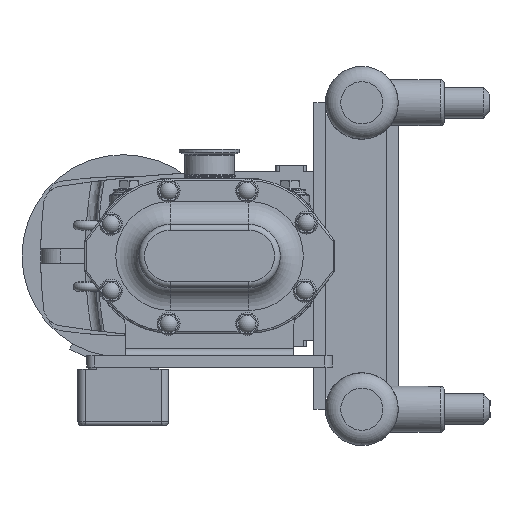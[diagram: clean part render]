
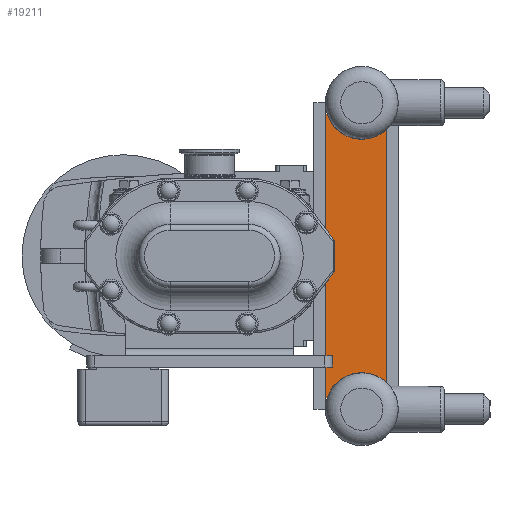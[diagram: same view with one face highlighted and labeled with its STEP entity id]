
A CAD part, left-side view. The second image highlights one B-rep face of the part: STEP entity #19211.
In plain terms, the highlighted planar face has unit normal (-1, 0, 0).
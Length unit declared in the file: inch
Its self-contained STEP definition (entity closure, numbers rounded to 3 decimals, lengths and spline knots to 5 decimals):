
#1226=CIRCLE('',#20547,1.19);
#1227=CIRCLE('',#20548,1.19);
#2674=FACE_OUTER_BOUND('',#3831,.T.);
#3831=EDGE_LOOP('',(#14107,#14108,#14109,#14110,#14111,#14112));
#5210=LINE('',#30824,#6651);
#5214=LINE('',#30842,#6655);
#5215=LINE('',#30846,#6656);
#5216=LINE('',#30849,#6657);
#6651=VECTOR('',#23718,0.3937);
#6655=VECTOR('',#23726,0.3937);
#6656=VECTOR('',#23729,0.3937);
#6657=VECTOR('',#23732,0.3937);
#8153=VERTEX_POINT('',#30817);
#8155=VERTEX_POINT('',#30822);
#8160=VERTEX_POINT('',#30841);
#8161=VERTEX_POINT('',#30843);
#8162=VERTEX_POINT('',#30845);
#8163=VERTEX_POINT('',#30847);
#10349=EDGE_CURVE('',#8153,#8155,#5210,.T.);
#10355=EDGE_CURVE('',#8155,#8160,#5214,.T.);
#10356=EDGE_CURVE('',#8160,#8161,#1226,.T.);
#10357=EDGE_CURVE('',#8161,#8162,#5215,.T.);
#10358=EDGE_CURVE('',#8162,#8163,#1227,.T.);
#10359=EDGE_CURVE('',#8163,#8153,#5216,.T.);
#14107=ORIENTED_EDGE('',*,*,#10349,.T.);
#14108=ORIENTED_EDGE('',*,*,#10355,.T.);
#14109=ORIENTED_EDGE('',*,*,#10356,.T.);
#14110=ORIENTED_EDGE('',*,*,#10357,.T.);
#14111=ORIENTED_EDGE('',*,*,#10358,.T.);
#14112=ORIENTED_EDGE('',*,*,#10359,.T.);
#18536=PLANE('',#20546);
#19211=ADVANCED_FACE('',(#2674),#18536,.T.);
#20546=AXIS2_PLACEMENT_3D('',#30840,#23724,#23725);
#20547=AXIS2_PLACEMENT_3D('',#30844,#23727,#23728);
#20548=AXIS2_PLACEMENT_3D('',#30848,#23730,#23731);
#23718=DIRECTION('',(0.,0.,-1.));
#23724=DIRECTION('center_axis',(-1.,0.,0.));
#23725=DIRECTION('ref_axis',(0.,0.,
1.));
#23726=DIRECTION('',(0.,-1.,0.));
#23727=DIRECTION('center_axis',(1.,0.,0.));
#23728=DIRECTION('ref_axis',(0.,-0.681,0.733));
#23729=DIRECTION('',(0.,0.,1.));
#23730=DIRECTION('center_axis',(1.,0.,0.));
#23731=DIRECTION('ref_axis',(0.,0.95,-0.311));
#23732=DIRECTION('',(0.,1.,0.));
#30817=CARTESIAN_POINT('',(4.194,-3.7815,4.63));
#30822=CARTESIAN_POINT('',(4.194,-3.7815,-4.62));
#30824=CARTESIAN_POINT('',(4.194,-3.7815,0.00161));
#30840=CARTESIAN_POINT('Origin',(4.194,-4.71672,0.00321));
#30841=CARTESIAN_POINT('',(4.194,-3.8413,-4.62));
#30842=CARTESIAN_POINT('',(4.194,-3.8413,-4.62));
#30843=CARTESIAN_POINT('',(4.194,-5.779,-4.12822));
#30844=CARTESIAN_POINT('Origin',(4.194,-4.969,-5.));
#30845=CARTESIAN_POINT('',(4.194,-5.779,4.12822));
#30846=CARTESIAN_POINT('',(4.194,-5.779,4.12822));
#30847=CARTESIAN_POINT('',(4.194,-3.83798,4.63));
#30848=CARTESIAN_POINT('Origin',(4.194,-4.969,5.));
#30849=CARTESIAN_POINT('',(4.194,-3.779,4.63));
